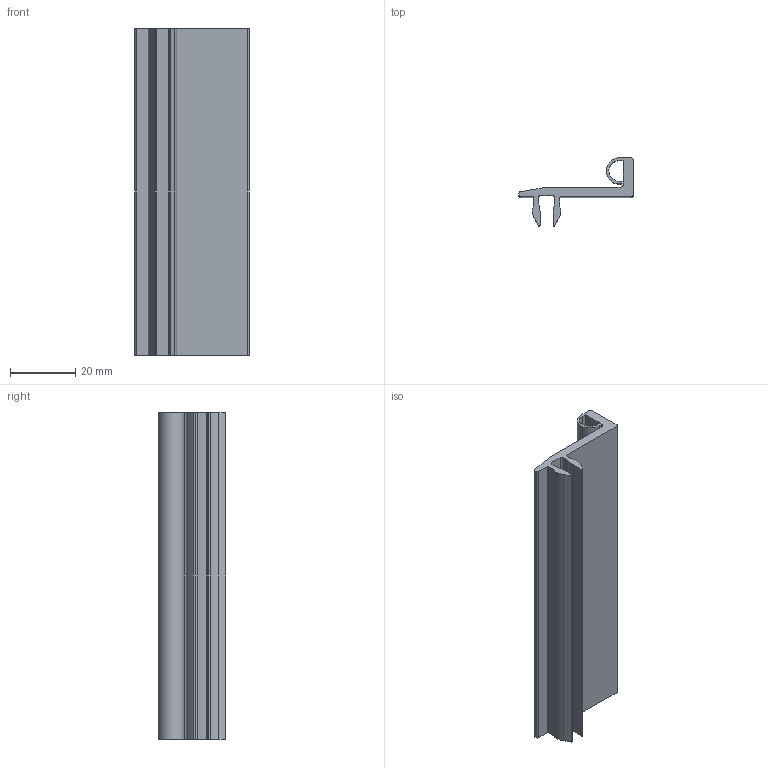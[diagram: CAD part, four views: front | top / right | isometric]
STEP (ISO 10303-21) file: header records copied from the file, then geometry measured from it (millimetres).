
FILE_DESCRIPTION(/* description */ ('STEP AP214'),/* implementation_level */ '2;1');
FILE_NAME(/* name */ '092264',/* time_stamp */ '2022-08-17T14:30:49+02:00',/* author */ ('License CC BY-ND 4.0'),/* organization */ ('CADENAS'),/* preprocessor_version */ 'ST-DEVELOPER v18.102',/* originating_system */ 'PARTsolutions',/* authorisation */ ' ');
FILE_SCHEMA (('AUTOMOTIVE_DESIGN {1 0 10303 214 3 1 1}'));
Length unit declared in the file: millimetre
Products named in the file (1): 092264
Bounding box: 35 x 20.8 x 100 mm (x, y, z)
Volume: 16361.8 mm3; surface area: 15484.3 mm2
Topology: 1 solids, 1 shells, 55 faces, 159 edges, 106 vertices
Faces by surface type: plane 31, cylinder 24
Entity records: 1855 total; most frequent: CARTESIAN_POINT 321, DIRECTION 319, ORIENTED_EDGE 318, EDGE_CURVE 159, LINE 111, VECTOR 111, VERTEX_POINT 106, AXIS2_PLACEMENT_3D 104
